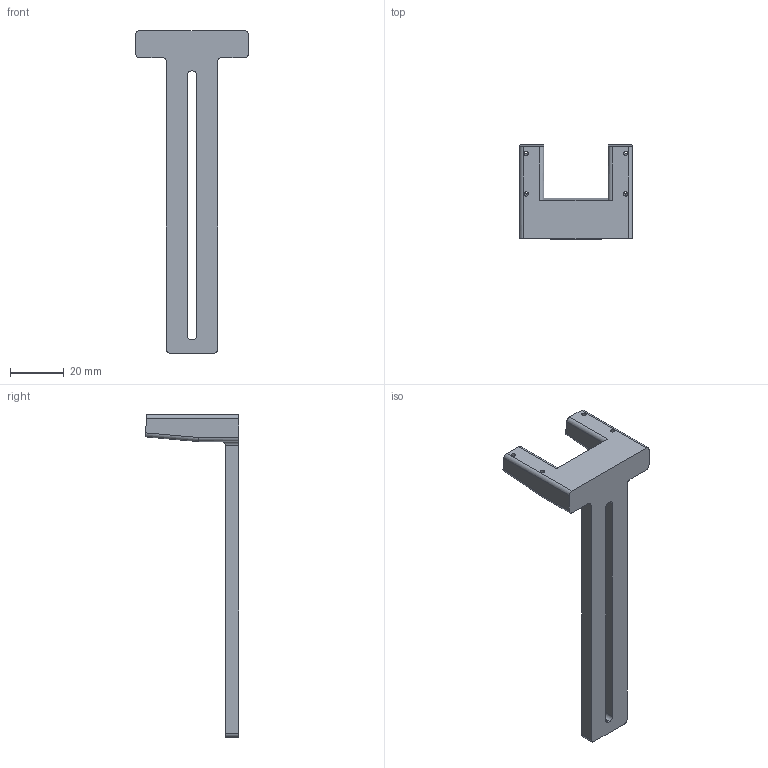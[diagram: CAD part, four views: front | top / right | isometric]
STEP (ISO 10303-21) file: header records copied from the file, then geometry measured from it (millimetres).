
FILE_DESCRIPTION (( 'STEP AP214' ), '1' );
FILE_NAME ('sensor bracket.STEP', '2025-01-02T20:33:11', ( '' ), ( '' ), 'SwSTEP 2.0', 'SolidWorks 2023', '' );
FILE_SCHEMA (( 'AUTOMOTIVE_DESIGN' ));
Length unit declared in the file: millimetre
Products named in the file (1): sensor bracket
Bounding box: 42 x 34.92 x 120 mm (x, y, z)
Volume: 17955.3 mm3; surface area: 9383.2 mm2
Topology: 1 solids, 1 shells, 47 faces, 129 edges, 84 vertices
Faces by surface type: cylinder 27, plane 20
Entity records: 1530 total; most frequent: CARTESIAN_POINT 315, ORIENTED_EDGE 258, DIRECTION 239, EDGE_CURVE 129, VERTEX_POINT 84, AXIS2_PLACEMENT_3D 80, VECTOR 79, LINE 79
